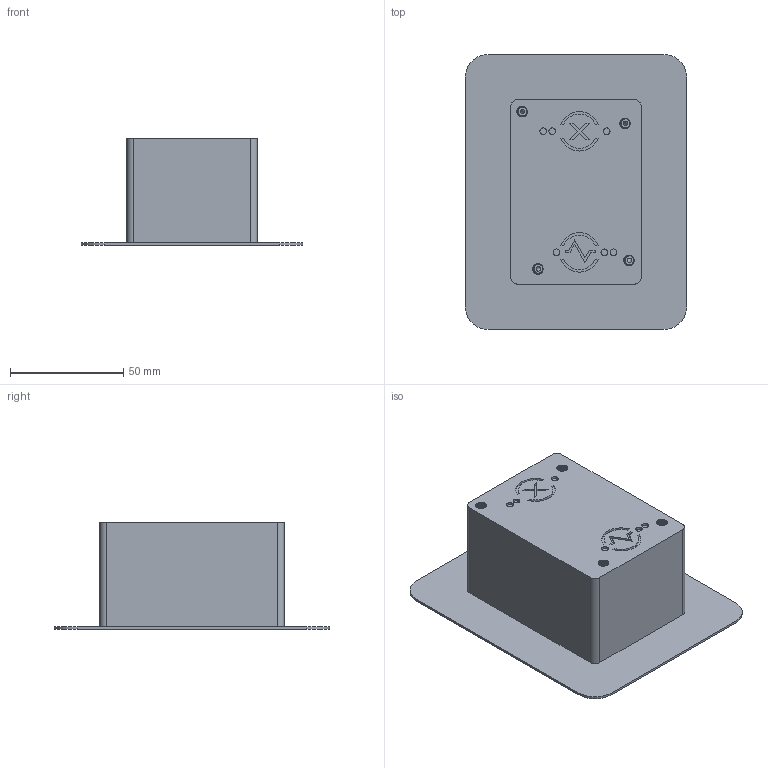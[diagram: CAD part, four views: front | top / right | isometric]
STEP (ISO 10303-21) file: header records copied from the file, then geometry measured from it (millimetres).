
FILE_DESCRIPTION(('FreeCAD Model'),'2;1');
FILE_NAME('Open CASCADE Shape Model','2025-11-17T17:21:40',(''),(''), 'Open CASCADE STEP processor 7.7','FreeCAD','Unknown');
FILE_SCHEMA(('AUTOMOTIVE_DESIGN { 1 0 10303 214 1 1 1 1 }'));
Products named in the file (1): Cut
Bounding box: 97.75 x 121.5 x 47 mm (x, y, z)
Volume: 199872.9 mm3; surface area: 92538 mm2
Topology: 1 solids, 1 shells, 417 faces, 1008 edges, 610 vertices
Faces by surface type: cylinder 180, torus 157, plane 59, bspline 20, extrusion 1
Full cylindrical faces by diameter (mm): 2 x158, 3 x6
Entity records: 41772 total; most frequent: CARTESIAN_POINT 31650, DIRECTION 2402, ORIENTED_EDGE 2016, AXIS2_PLACEMENT_3D 1061, EDGE_CURVE 1008, CIRCLE 664, VERTEX_POINT 610, FACE_BOUND 438
